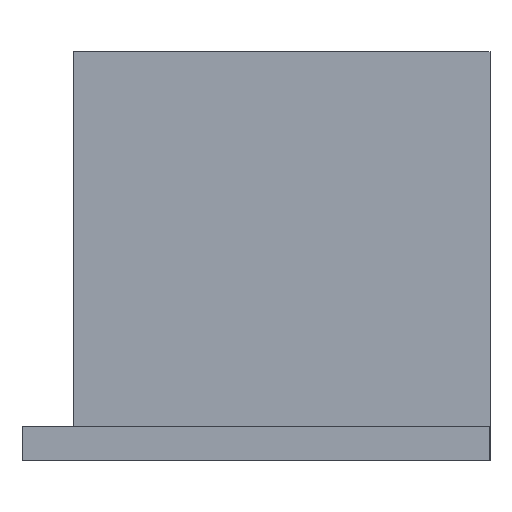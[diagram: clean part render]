
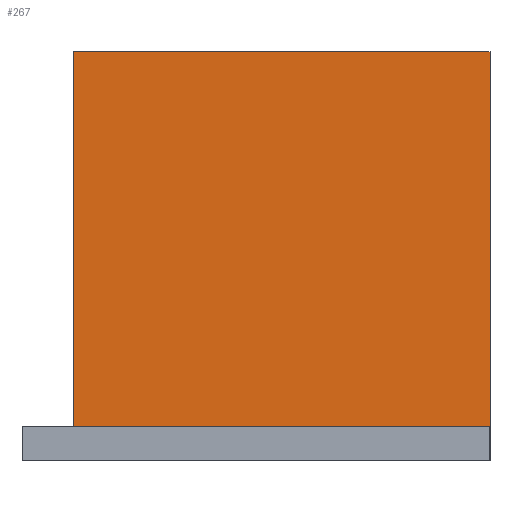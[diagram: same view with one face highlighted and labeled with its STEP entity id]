
A CAD part, left-side view. The second image highlights one B-rep face of the part: STEP entity #267.
In plain terms, the highlighted planar face has unit normal (-1, 0, 0).
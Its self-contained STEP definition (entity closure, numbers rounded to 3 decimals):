
#21=FACE_OUTER_BOUND('',#35,.T.);
#35=EDGE_LOOP('',(#203,#204,#205,#206));
#54=LINE('',#395,#90);
#61=LINE('',#409,#97);
#63=LINE('',#413,#99);
#64=LINE('',#414,#100);
#90=VECTOR('',#324,10.);
#97=VECTOR('',#335,10.);
#99=VECTOR('',#339,10.);
#100=VECTOR('',#340,10.);
#123=VERTEX_POINT('',#392);
#124=VERTEX_POINT('',#394);
#129=VERTEX_POINT('',#408);
#130=VERTEX_POINT('',#412);
#150=EDGE_CURVE('',#124,#123,#54,.T.);
#157=EDGE_CURVE('',#124,#129,#61,.T.);
#159=EDGE_CURVE('',#123,#130,#63,.T.);
#160=EDGE_CURVE('',#129,#130,#64,.T.);
#203=ORIENTED_EDGE('',*,*,#150,.T.);
#204=ORIENTED_EDGE('',*,*,#159,.T.);
#205=ORIENTED_EDGE('',*,*,#160,.F.);
#206=ORIENTED_EDGE('',*,*,#157,.F.);
#253=PLANE('',#295);
#267=ADVANCED_FACE('',(#21),#253,.T.);
#295=AXIS2_PLACEMENT_3D('',#411,#337,#338);
#324=DIRECTION('',(0.,-1.,0.));
#335=DIRECTION('',(0.,0.,1.));
#337=DIRECTION('center_axis',(-1.,0.,0.));
#338=DIRECTION('ref_axis',(0.,-1.,0.));
#339=DIRECTION('',(0.,0.,1.));
#340=DIRECTION('',(0.,-1.,0.));
#392=CARTESIAN_POINT('',(-12.25,-12.25,2.));
#394=CARTESIAN_POINT('',(-12.25,12.25,2.));
#395=CARTESIAN_POINT('',(-12.25,6.875,2.));
#408=CARTESIAN_POINT('',(-12.25,12.25,24.));
#409=CARTESIAN_POINT('',(-12.25,12.25,0.));
#411=CARTESIAN_POINT('Origin',(-12.25,12.25,0.));
#412=CARTESIAN_POINT('',(-12.25,-12.25,24.));
#413=CARTESIAN_POINT('',(-12.25,-12.25,0.));
#414=CARTESIAN_POINT('',(-12.25,-12.25,24.));
